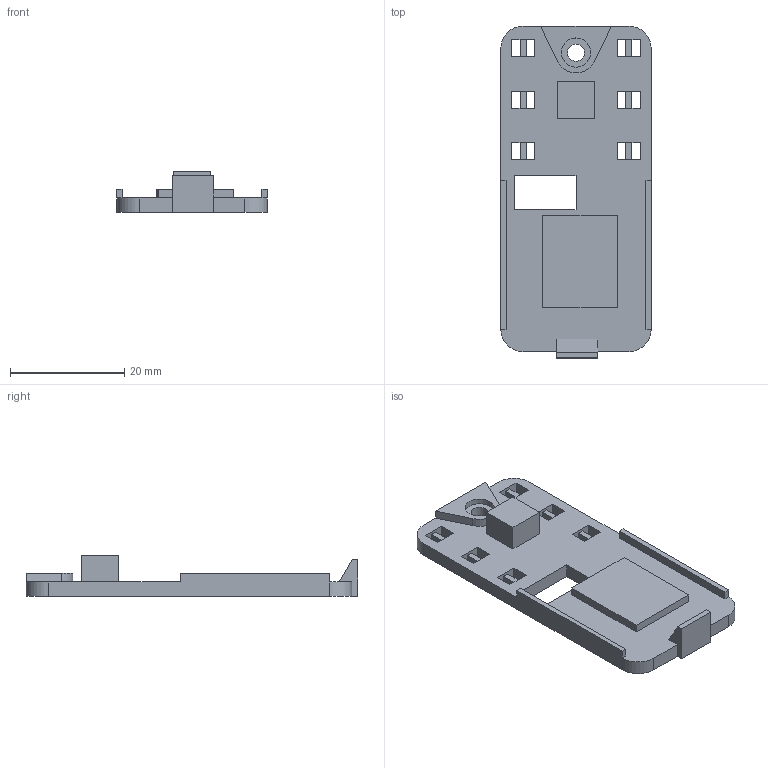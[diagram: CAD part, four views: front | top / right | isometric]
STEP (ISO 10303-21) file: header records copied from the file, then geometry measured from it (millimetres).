
FILE_DESCRIPTION(/* description */ (''),/* implementation_level */ '2;1');
FILE_NAME(/* name */ 'HousingMid.step',/* time_stamp */ '2021-08-30T15:17:01-07:00',/* author */ (''),/* organization */ (''),/* preprocessor_version */ 'ST-DEVELOPER v18.1',/* originating_system */ 'Autodesk Translation Framework v10.10.0.1391',/* authorisation */ '');
FILE_SCHEMA (('AUTOMOTIVE_DESIGN { 1 0 10303 214 3 1 1 }'));
Length unit declared in the file: millimetre
Products named in the file (1): HousingMid
Bounding box: 26.3 x 58.1 x 7.1 mm (x, y, z)
Volume: 4114.5 mm3; surface area: 4005.5 mm2
Topology: 1 solids, 1 shells, 87 faces, 262 edges, 174 vertices
Faces by surface type: plane 80, cylinder 7
Full cylindrical faces by diameter (mm): 3 x1, 5.1 x1
Entity records: 2983 total; most frequent: ORIENTED_EDGE 524, CARTESIAN_POINT 524, DIRECTION 452, EDGE_CURVE 262, LINE 248, VECTOR 248, VERTEX_POINT 174, EDGE_LOOP 112
